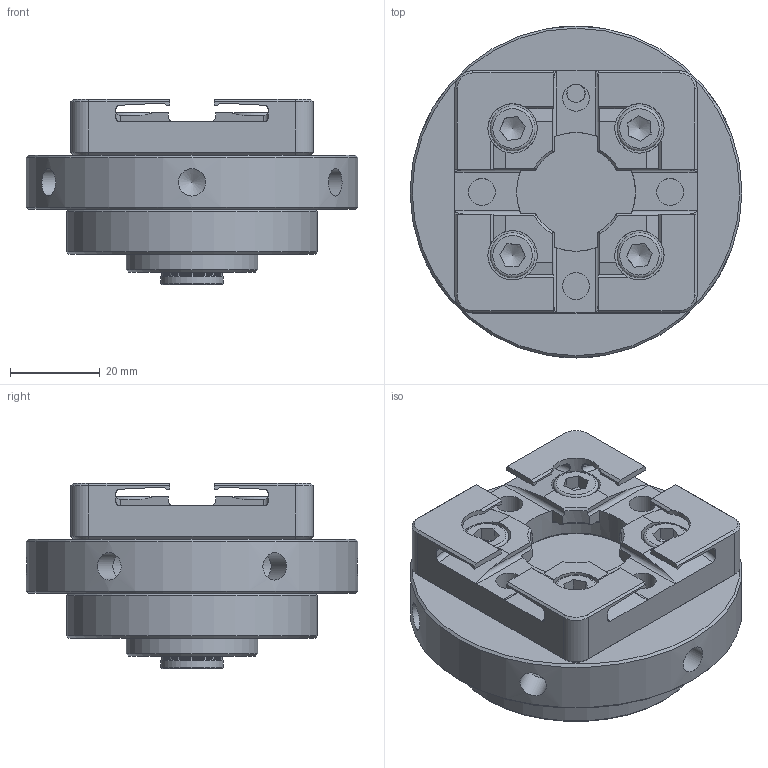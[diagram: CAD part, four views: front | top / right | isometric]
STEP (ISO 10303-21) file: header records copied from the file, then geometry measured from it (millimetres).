
FILE_DESCRIPTION(/* description */ ('Palette 54x54'),/* implementation_level */ '2;1');
FILE_NAME(/* name */ 'DBF34_98-01 Aufnahme 3R.iam.stp',/* time_stamp */ '2022-01-27T15:16:35+01:00',/* author */ ('Dirk Pustolla'),/* organization */ (''),/* preprocessor_version */ 'ST-DEVELOPER v15.2',/* originating_system */ 'Autodesk Inventor 2014',/* authorisation */ '');
FILE_SCHEMA (('AUTOMOTIVE_DESIGN { 1 0 10303 214 3 1 1 }'));
Length unit declared in the file: millimetre
Products named in the file (7): 3R-651.7-P Palette 54x54; DBFxx_98-01-10 Adapterplatte; ISO 4762 - M6 x 12DIN EN ISO; DBFxx_98-01-00 Aufnahme 3R; DBF34_98-11 Adapter Nullpunktspannsystem; ISO 4762 - M5 x 16ISO; DBF34_98-01 Aufnahme 3R
Bounding box: 74 x 74 x 41.3 mm (x, y, z)
Volume: 96071.9 mm3; surface area: 36015.6 mm2
Topology: 10 solids, 10 shells, 459 faces, 1202 edges, 783 vertices
Faces by surface type: plane 278, cylinder 105, cone 53, torus 23
Full cylindrical faces by diameter (mm): 1.567 x3, 4.134 x3, 4.917 x4, 5 x3, 5.5 x3, 6 x8, 6.1 x6, 6.6 x4, 8 x2, 8.5 x3, 9 x4, 10 x7, 11 x4, 12.1 x1, 13.6 x1, 14 x1, 26.5 x1, 29.3 x1, 56 x1, 74 x1
Entity records: 12053 total; most frequent: CARTESIAN_POINT 2676, DIRECTION 1873, ORIENTED_EDGE 1846, EDGE_CURVE 923, VERTEX_POINT 647, AXIS2_PLACEMENT_3D 642, LINE 589, VECTOR 589
